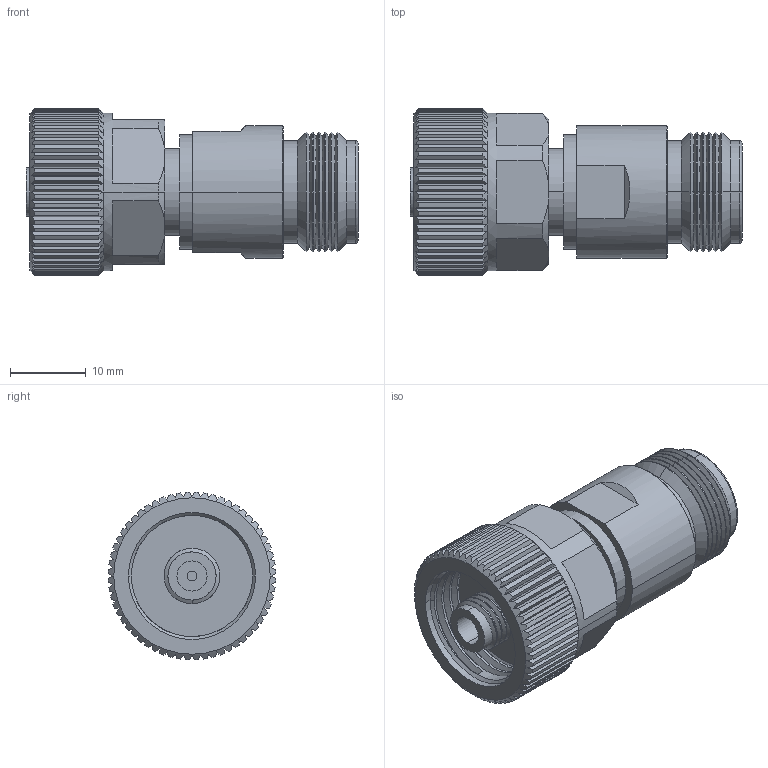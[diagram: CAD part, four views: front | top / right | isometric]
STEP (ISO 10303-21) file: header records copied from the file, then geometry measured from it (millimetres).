
FILE_DESCRIPTION (( 'STEP AP214' ), '1' );
FILE_NAME ('PE9983_3D.STEP', '2021-08-18T18:35:58', ( '' ), ( '' ), 'SwSTEP 2.0', 'SolidWorks 2021', '' );
FILE_SCHEMA (( 'AUTOMOTIVE_DESIGN' ));
Length unit declared in the file: inch
Products named in the file (3): PE9983_2; PE9987; PE9983_3D
Assembly tree (2 placements, depth 2):
  PE9983_3D
    PE9987
    PE9983_2
Bounding box: 43.8 x 22.13 x 22.13 mm (x, y, z)
Volume: 9924.1 mm3; surface area: 5582.4 mm2
Topology: 2 solids, 2 shells, 343 faces, 914 edges, 589 vertices
Faces by surface type: plane 165, cylinder 123, cone 41, torus 8, bspline 6
Entity records: 13468 total; most frequent: CARTESIAN_POINT 4181, ORIENTED_EDGE 1828, DIRECTION 1556, EDGE_CURVE 914, AXIS2_PLACEMENT_3D 608, VERTEX_POINT 589, EDGE_LOOP 357, ADVANCED_FACE 343
